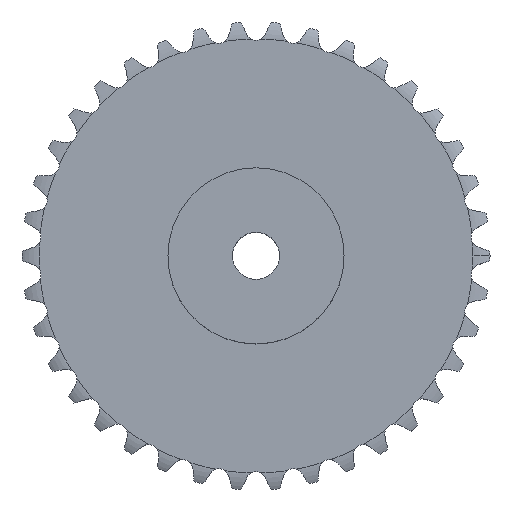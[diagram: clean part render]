
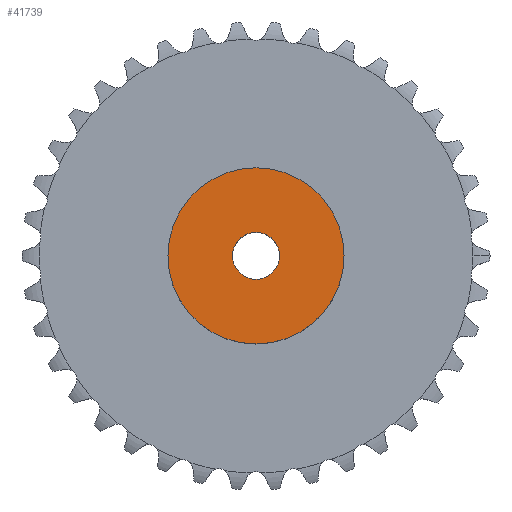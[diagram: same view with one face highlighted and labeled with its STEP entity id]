
A CAD part, top view. The second image highlights one B-rep face of the part: STEP entity #41739.
In plain terms, the highlighted planar face has unit normal (0, 0, 1).
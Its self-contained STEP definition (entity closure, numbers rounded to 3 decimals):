
#4716 = CYLINDRICAL_SURFACE('',#4717,15.);
#4717 = AXIS2_PLACEMENT_3D('',#4718,#4719,#4720);
#4718 = CARTESIAN_POINT('',(0.,0.,0.));
#4719 = DIRECTION('',(-0.,-0.,-1.));
#4720 = DIRECTION('',(1.,0.,0.));
#26404 = VERTEX_POINT('',#26405);
#26405 = CARTESIAN_POINT('',(15.,0.,16.));
#26426 = EDGE_CURVE('',#26404,#26404,#26427,.T.);
#26427 = SURFACE_CURVE('',#26428,(#26433,#26440),.PCURVE_S1.);
#26428 = CIRCLE('',#26429,15.);
#26429 = AXIS2_PLACEMENT_3D('',#26430,#26431,#26432);
#26430 = CARTESIAN_POINT('',(0.,0.,16.));
#26431 = DIRECTION('',(0.,0.,1.));
#26432 = DIRECTION('',(1.,0.,0.));
#26433 = PCURVE('',#4716,#26434);
#26434 = DEFINITIONAL_REPRESENTATION('',(#26435),#26439);
#26435 = LINE('',#26436,#26437);
#26436 = CARTESIAN_POINT('',(-0.,-16.));
#26437 = VECTOR('',#26438,1.);
#26438 = DIRECTION('',(-1.,0.));
#26439 = ( GEOMETRIC_REPRESENTATION_CONTEXT(2) 
PARAMETRIC_REPRESENTATION_CONTEXT() REPRESENTATION_CONTEXT('2D SPACE',''
  ) );
#26440 = PCURVE('',#26441,#26446);
#26441 = PLANE('',#26442);
#26442 = AXIS2_PLACEMENT_3D('',#26443,#26444,#26445);
#26443 = CARTESIAN_POINT('',(0.,0.,16.)
  );
#26444 = DIRECTION('',(0.,0.,1.));
#26445 = DIRECTION('',(1.,0.,0.));
#26446 = DEFINITIONAL_REPRESENTATION('',(#26447),#26451);
#26447 = CIRCLE('',#26448,15.);
#26448 = AXIS2_PLACEMENT_2D('',#26449,#26450);
#26449 = CARTESIAN_POINT('',(0.,0.));
#26450 = DIRECTION('',(1.,0.));
#26451 = ( GEOMETRIC_REPRESENTATION_CONTEXT(2) 
PARAMETRIC_REPRESENTATION_CONTEXT() REPRESENTATION_CONTEXT('2D SPACE',''
  ) );
#35448 = CYLINDRICAL_SURFACE('',#35449,4.);
#35449 = AXIS2_PLACEMENT_3D('',#35450,#35451,#35452);
#35450 = CARTESIAN_POINT('',(0.,0.,119.775));
#35451 = DIRECTION('',(0.,0.,1.));
#35452 = DIRECTION('',(1.,0.,0.));
#41739 = ADVANCED_FACE('',(#41740,#41743),#26441,.T.);
#41740 = FACE_BOUND('',#41741,.T.);
#41741 = EDGE_LOOP('',(#41742));
#41742 = ORIENTED_EDGE('',*,*,#26426,.T.);
#41743 = FACE_BOUND('',#41744,.T.);
#41744 = EDGE_LOOP('',(#41745));
#41745 = ORIENTED_EDGE('',*,*,#41746,.F.);
#41746 = EDGE_CURVE('',#41747,#41747,#41749,.T.);
#41747 = VERTEX_POINT('',#41748);
#41748 = CARTESIAN_POINT('',(4.,0.,16.));
#41749 = SURFACE_CURVE('',#41750,(#41755,#41762),.PCURVE_S1.);
#41750 = CIRCLE('',#41751,4.);
#41751 = AXIS2_PLACEMENT_3D('',#41752,#41753,#41754);
#41752 = CARTESIAN_POINT('',(0.,0.,16.));
#41753 = DIRECTION('',(0.,0.,1.));
#41754 = DIRECTION('',(1.,0.,0.));
#41755 = PCURVE('',#26441,#41756);
#41756 = DEFINITIONAL_REPRESENTATION('',(#41757),#41761);
#41757 = CIRCLE('',#41758,4.);
#41758 = AXIS2_PLACEMENT_2D('',#41759,#41760);
#41759 = CARTESIAN_POINT('',(0.,0.));
#41760 = DIRECTION('',(1.,0.));
#41761 = ( GEOMETRIC_REPRESENTATION_CONTEXT(2) 
PARAMETRIC_REPRESENTATION_CONTEXT() REPRESENTATION_CONTEXT('2D SPACE',''
  ) );
#41762 = PCURVE('',#35448,#41763);
#41763 = DEFINITIONAL_REPRESENTATION('',(#41764),#41768);
#41764 = LINE('',#41765,#41766);
#41765 = CARTESIAN_POINT('',(0.,-103.775));
#41766 = VECTOR('',#41767,1.);
#41767 = DIRECTION('',(1.,0.));
#41768 = ( GEOMETRIC_REPRESENTATION_CONTEXT(2) 
PARAMETRIC_REPRESENTATION_CONTEXT() REPRESENTATION_CONTEXT('2D SPACE',''
  ) );
